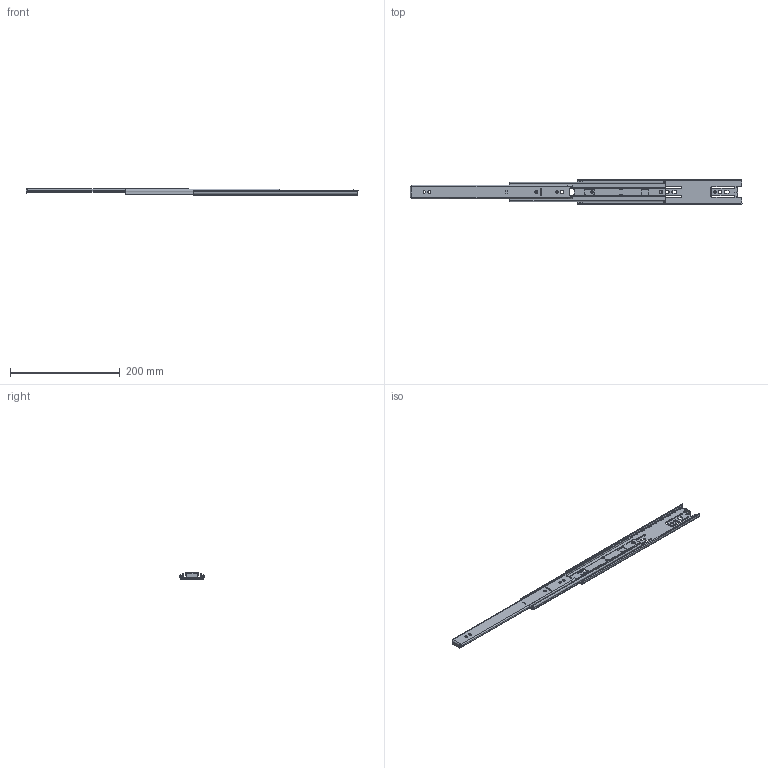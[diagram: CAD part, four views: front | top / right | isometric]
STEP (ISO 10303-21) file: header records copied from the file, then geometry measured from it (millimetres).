
FILE_DESCRIPTION (( 'STEP AP203' ), '1' );
FILE_NAME ('46006200-12.STEP', '2016-05-09T00:21:46', ( '' ), ( '' ), 'SwSTEP 2.0', 'SolidWorks 2016', '' );
FILE_SCHEMA (( 'CONFIG_CONTROL_DESIGN' ));
Length unit declared in the file: millimetre
Products named in the file (4): 46006203-12; 46006200-12; 46006201-12; 46006202-12
Assembly tree (3 placements, depth 2):
  46006200-12
    46006201-12
    46006202-12
    46006203-12
Bounding box: 605 x 45.4 x 12.7 mm (x, y, z)
Volume: 51223 mm3; surface area: 85214.3 mm2
Topology: 3 solids, 3 shells, 370 faces, 1060 edges, 693 vertices
Faces by surface type: plane 176, cylinder 166, bspline 26, sphere 2
Entity records: 14201 total; most frequent: CARTESIAN_POINT 4016, ORIENTED_EDGE 2114, DIRECTION 1978, EDGE_CURVE 1057, VERTEX_POINT 693, AXIS2_PLACEMENT_3D 672, LINE 634, VECTOR 634
